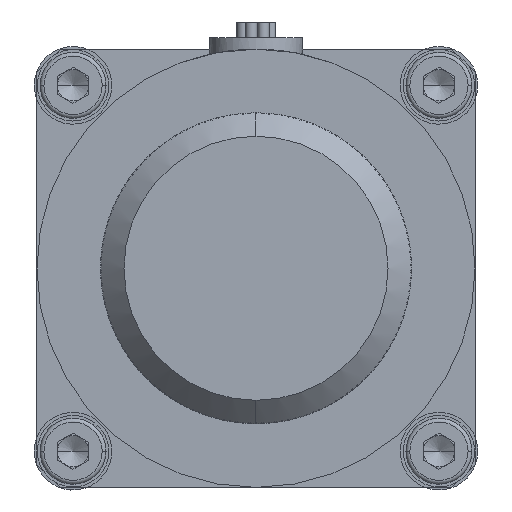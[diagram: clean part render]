
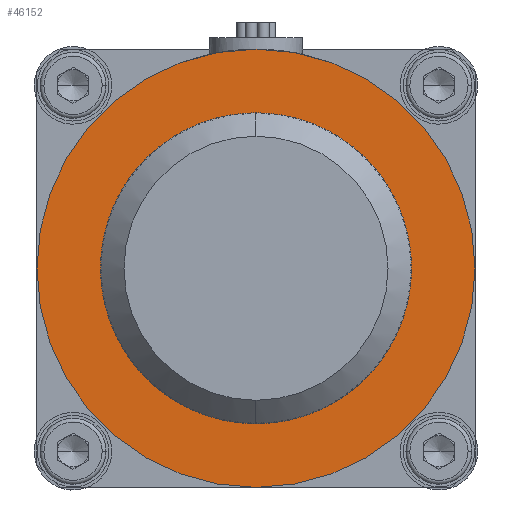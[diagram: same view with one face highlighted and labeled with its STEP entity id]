
A CAD part, front view. The second image highlights one B-rep face of the part: STEP entity #46152.
In plain terms, the highlighted face is planar.
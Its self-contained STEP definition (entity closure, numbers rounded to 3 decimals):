
#4619 = EDGE_CURVE ( 'NONE', #61252, #62618, #35937, .T. ) ;
#5720 = AXIS2_PLACEMENT_3D ( 'NONE', #26245, #62662, #31510 ) ;
#7080 = FACE_BOUND ( 'NONE', #42729, .T. ) ;
#14086 = ORIENTED_EDGE ( 'NONE', *, *, #62015, .T. ) ;
#16269 = DIRECTION ( 'NONE',  ( 0., 1., 0. ) ) ;
#18052 = CIRCLE ( 'NONE', #60500, 3.9 ) ;
#18650 = DIRECTION ( 'NONE',  ( 0., 1., 0. ) ) ;
#18724 = CARTESIAN_POINT ( 'NONE',  ( 0., 38., 0. ) ) ;
#20993 = CIRCLE ( 'NONE', #51169, 28.2 ) ;
#23964 = DIRECTION ( 'NONE',  ( 0., 0., 1. ) ) ;
#26245 = CARTESIAN_POINT ( 'NONE',  ( 0., 38., 0. ) ) ;
#26577 = FACE_OUTER_BOUND ( 'NONE', #44544, .T. ) ;
#29940 = AXIS2_PLACEMENT_3D ( 'NONE', #39406, #18650, #55134 ) ;
#30549 = DIRECTION ( 'NONE',  ( 0., 1., 0. ) ) ;
#31510 = DIRECTION ( 'NONE',  ( 0., 0., 1. ) ) ;
#33717 = VERTEX_POINT ( 'NONE', #48445 ) ;
#34760 = EDGE_CURVE ( 'NONE', #62618, #61252, #18052, .T. ) ;
#35937 = CIRCLE ( 'NONE', #5720, 3.9 ) ;
#37098 = ORIENTED_EDGE ( 'NONE', *, *, #34760, .F. ) ;
#37151 = CIRCLE ( 'NONE', #44285, 28.2 ) ;
#38146 = VERTEX_POINT ( 'NONE', #44397 ) ;
#39406 = CARTESIAN_POINT ( 'NONE',  ( 0., 38., 0. ) ) ;
#42729 = EDGE_LOOP ( 'NONE', ( #47221, #37098 ) ) ;
#44285 = AXIS2_PLACEMENT_3D ( 'NONE', #18724, #55219, #23964 ) ;
#44397 = CARTESIAN_POINT ( 'NONE',  ( 0., 38., -28.2 ) ) ;
#44544 = EDGE_LOOP ( 'NONE', ( #14086, #45944 ) ) ;
#45561 = EDGE_CURVE ( 'NONE', #33717, #38146, #37151, .T. ) ;
#45944 = ORIENTED_EDGE ( 'NONE', *, *, #45561, .T. ) ;
#46152 = ADVANCED_FACE ( 'NONE', ( #26577, #7080 ), #49867, .T. ) ;
#47221 = ORIENTED_EDGE ( 'NONE', *, *, #4619, .F. ) ;
#47452 = CARTESIAN_POINT ( 'NONE',  ( 0., 38., 3.9 ) ) ;
#47515 = CARTESIAN_POINT ( 'NONE',  ( 0., 38., 0. ) ) ;
#48445 = CARTESIAN_POINT ( 'NONE',  ( 0., 38., 28.2 ) ) ;
#49867 = PLANE ( 'NONE',  #29940 ) ;
#51169 = AXIS2_PLACEMENT_3D ( 'NONE', #47515, #16269, #52754 ) ;
#52754 = DIRECTION ( 'NONE',  ( 0., 0., 1. ) ) ;
#55134 = DIRECTION ( 'NONE',  ( 0., 0., 1. ) ) ;
#55219 = DIRECTION ( 'NONE',  ( 0., 1., 0. ) ) ;
#55415 = CARTESIAN_POINT ( 'NONE',  ( 0., 38., -3.9 ) ) ;
#60500 = AXIS2_PLACEMENT_3D ( 'NONE', #61710, #30549, #66960 ) ;
#61252 = VERTEX_POINT ( 'NONE', #55415 ) ;
#61710 = CARTESIAN_POINT ( 'NONE',  ( 0., 38., 0. ) ) ;
#62015 = EDGE_CURVE ( 'NONE', #38146, #33717, #20993, .T. ) ;
#62618 = VERTEX_POINT ( 'NONE', #47452 ) ;
#62662 = DIRECTION ( 'NONE',  ( 0., 1., 0. ) ) ;
#66960 = DIRECTION ( 'NONE',  ( 0., 0., 1. ) ) ;
